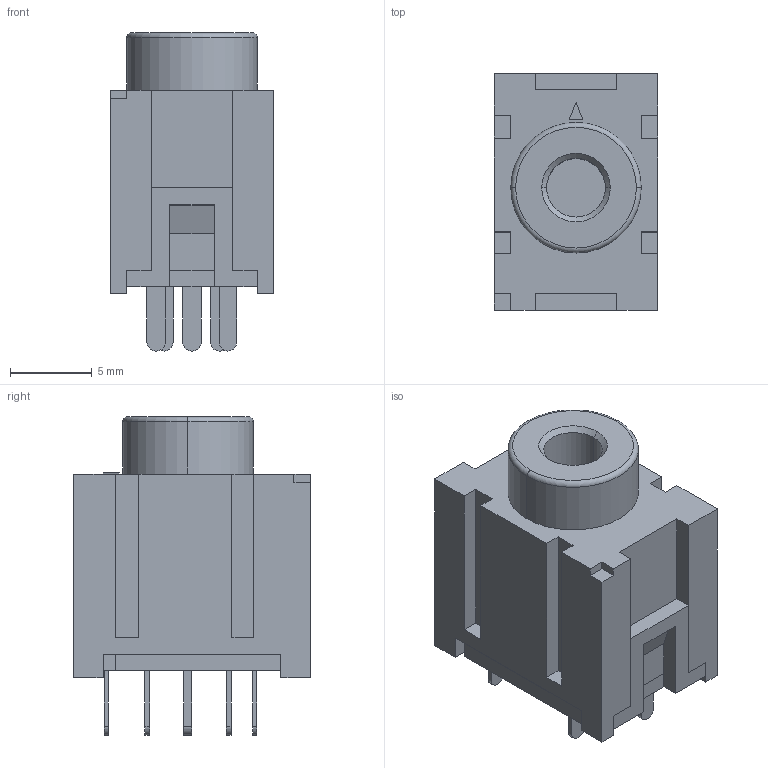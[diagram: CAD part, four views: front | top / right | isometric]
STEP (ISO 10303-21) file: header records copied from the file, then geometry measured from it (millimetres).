
FILE_DESCRIPTION (( 'STEP AP214' ), '1' );
FILE_NAME ('STX-3680-5NB_rA3.STEP', '2012-05-29T23:16:29', ( ' ' ), ( ' ' ), 'SwSTEP 2.0', 'SolidWorks 2007', '' );
FILE_SCHEMA (( 'AUTOMOTIVE_DESIGN' ));
Length unit declared in the file: millimetre
Products named in the file (1): STX-3680-5NB_rA3
Bounding box: 10 x 14.5 x 19.5 mm (x, y, z)
Volume: 1664.4 mm3; surface area: 1297.5 mm2
Topology: 1 solids, 1 shells, 116 faces, 312 edges, 206 vertices
Faces by surface type: plane 98, cylinder 14, torus 2, cone 2
Entity records: 4518 total; most frequent: CARTESIAN_POINT 635, ORIENTED_EDGE 624, DIRECTION 580, EDGE_CURVE 312, LINE 278, VECTOR 278, VERTEX_POINT 206, AXIS2_PLACEMENT_3D 151
